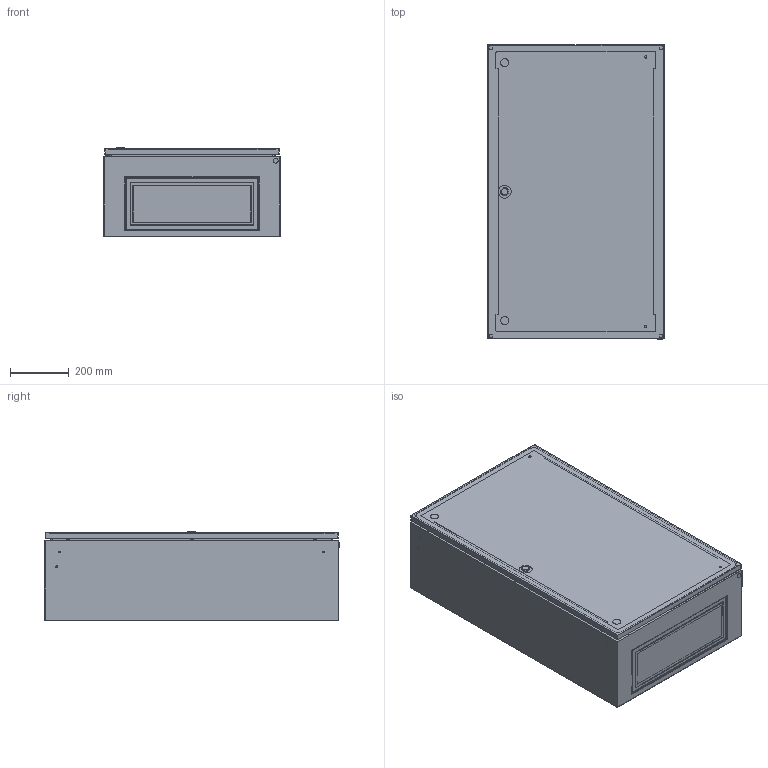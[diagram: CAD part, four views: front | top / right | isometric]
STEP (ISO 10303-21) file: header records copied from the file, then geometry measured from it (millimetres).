
FILE_DESCRIPTION (( 'STEP AP214' ), '1' );
FILE_NAME ('TI5-10-N-100-060-030-66.STEP', '2023-05-10T10:10:17', ( '' ), ( '' ), 'SwSTEP 2.0', 'SolidWorks 2022', '' );
FILE_SCHEMA (( 'AUTOMOTIVE_DESIGN' ));
Length unit declared in the file: millimetre
Products named in the file (5): Дверь_1000x600; Панель_1000х600; Оболочка_1000х600х300; TI5-10-N-100-060-030-66; Крышка_450х175
Assembly tree (4 placements, depth 2):
  TI5-10-N-100-060-030-66
    Оболочка_1000х600х300
    Дверь_1000x600
    Крышка_450х175
    Панель_1000х600
Bounding box: 600 x 1002 x 304.1 mm (x, y, z)
Volume: 3989319.6 mm3; surface area: 5895714.4 mm2
Topology: 4 solids, 4 shells, 437 faces, 1100 edges, 715 vertices
Faces by surface type: plane 241, cylinder 178, torus 10, cone 8
Entity records: 13882 total; most frequent: CARTESIAN_POINT 2655, DIRECTION 2350, ORIENTED_EDGE 2200, EDGE_CURVE 1100, AXIS2_PLACEMENT_3D 818, VERTEX_POINT 715, LINE 714, VECTOR 714
